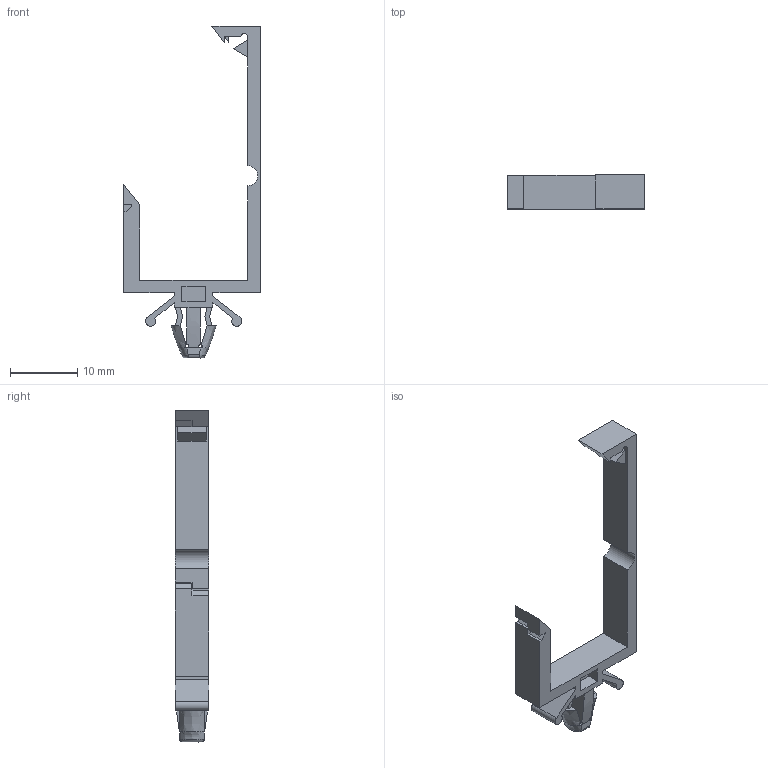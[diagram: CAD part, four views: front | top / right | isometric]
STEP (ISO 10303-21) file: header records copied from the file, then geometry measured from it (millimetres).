
FILE_DESCRIPTION( ( 'Unknown' ), '1' );
FILE_NAME( '521438000.stp', 'Unknown', ( 'Unknown' ), ( 'Unknown' ), 'PSStep 16.0.42', 'Unknown', ' ' );
FILE_SCHEMA( ( 'AUTOMOTIVE_DESIGN { 1 0 10303 214 1 1 1 1 }' ) );
Length unit declared in the file: millimetre
Products named in the file (1): 1
Bounding box: 20.3 x 5 x 49.2 mm (x, y, z)
Volume: 904.4 mm3; surface area: 1518.3 mm2
Topology: 1 solids, 1 shells, 91 faces, 245 edges, 157 vertices
Faces by surface type: plane 75, bspline 8, cylinder 8
Entity records: 4773 total; most frequent: CARTESIAN_POINT 1838, ORIENTED_EDGE 490, DIRECTION 385, EDGE_CURVE 245, LINE 201, VECTOR 201, VERTEX_POINT 157, EDGE_LOOP 96
